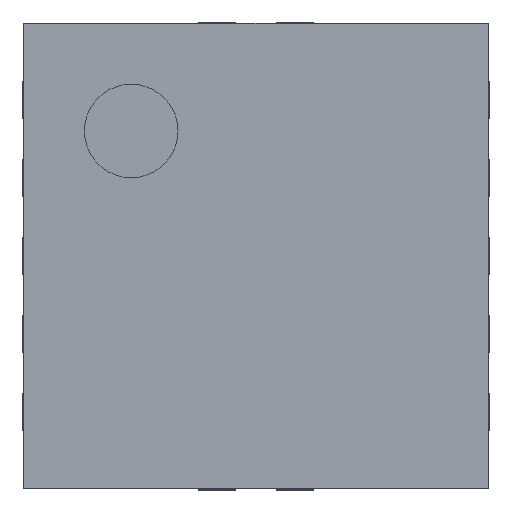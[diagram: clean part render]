
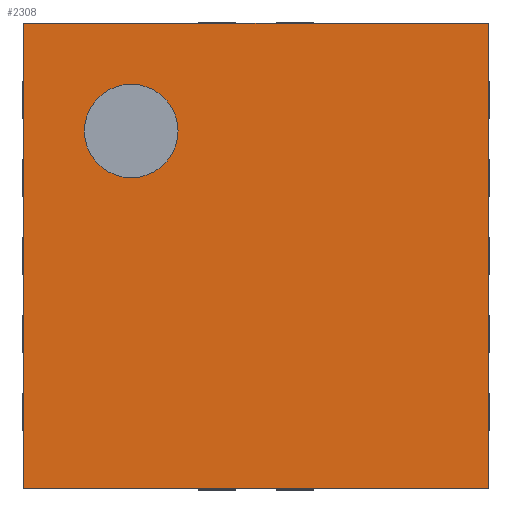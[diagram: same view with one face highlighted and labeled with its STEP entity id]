
A CAD part, top view. The second image highlights one B-rep face of the part: STEP entity #2308.
In plain terms, the highlighted planar face has unit normal (0, 0, 1).
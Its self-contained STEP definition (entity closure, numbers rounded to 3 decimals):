
#1304 = EDGE_CURVE('',#1305,#1307,#1309,.T.);
#1305 = VERTEX_POINT('',#1306);
#1306 = CARTESIAN_POINT('',(-1.49,1.49,0.92));
#1307 = VERTEX_POINT('',#1308);
#1308 = CARTESIAN_POINT('',(1.49,1.49,0.92));
#1309 = LINE('',#1310,#1311);
#1310 = CARTESIAN_POINT('',(-1.49,1.49,0.92));
#1311 = VECTOR('',#1312,1.);
#1312 = DIRECTION('',(1.,0.,0.));
#1598 = EDGE_CURVE('',#1599,#1601,#1603,.T.);
#1599 = VERTEX_POINT('',#1600);
#1600 = CARTESIAN_POINT('',(-1.49,-1.49,0.92));
#1601 = VERTEX_POINT('',#1602);
#1602 = CARTESIAN_POINT('',(1.49,-1.49,0.92));
#1603 = LINE('',#1604,#1605);
#1604 = CARTESIAN_POINT('',(-1.49,-1.49,0.92));
#1605 = VECTOR('',#1606,1.);
#1606 = DIRECTION('',(1.,0.,0.));
#1692 = EDGE_CURVE('',#1305,#1599,#1693,.T.);
#1693 = LINE('',#1694,#1695);
#1694 = CARTESIAN_POINT('',(-1.49,1.49,0.92));
#1695 = VECTOR('',#1696,1.);
#1696 = DIRECTION('',(0.,-1.,0.));
#2308 = ADVANCED_FACE('',(#2309,#2320),#2331,.T.);
#2309 = FACE_BOUND('',#2310,.T.);
#2310 = EDGE_LOOP('',(#2311,#2312,#2313,#2314));
#2311 = ORIENTED_EDGE('',*,*,#1304,.F.);
#2312 = ORIENTED_EDGE('',*,*,#1692,.T.);
#2313 = ORIENTED_EDGE('',*,*,#1598,.T.);
#2314 = ORIENTED_EDGE('',*,*,#2315,.F.);
#2315 = EDGE_CURVE('',#1307,#1601,#2316,.T.);
#2316 = LINE('',#2317,#2318);
#2317 = CARTESIAN_POINT('',(1.49,1.49,0.92));
#2318 = VECTOR('',#2319,1.);
#2319 = DIRECTION('',(0.,-1.,0.));
#2320 = FACE_BOUND('',#2321,.T.);
#2321 = EDGE_LOOP('',(#2322));
#2322 = ORIENTED_EDGE('',*,*,#2323,.T.);
#2323 = EDGE_CURVE('',#2324,#2324,#2326,.T.);
#2324 = VERTEX_POINT('',#2325);
#2325 = CARTESIAN_POINT('',(-0.8,0.5,0.92));
#2326 = CIRCLE('',#2327,0.3);
#2327 = AXIS2_PLACEMENT_3D('',#2328,#2329,#2330);
#2328 = CARTESIAN_POINT('',(-0.8,0.8,0.92));
#2329 = DIRECTION('',(0.,-0.,-1.));
#2330 = DIRECTION('',(0.,-1.,0.));
#2331 = PLANE('',#2332);
#2332 = AXIS2_PLACEMENT_3D('',#2333,#2334,#2335);
#2333 = CARTESIAN_POINT('',(-1.49,1.49,0.92));
#2334 = DIRECTION('',(0.,0.,1.));
#2335 = DIRECTION('',(0.,-1.,0.));
